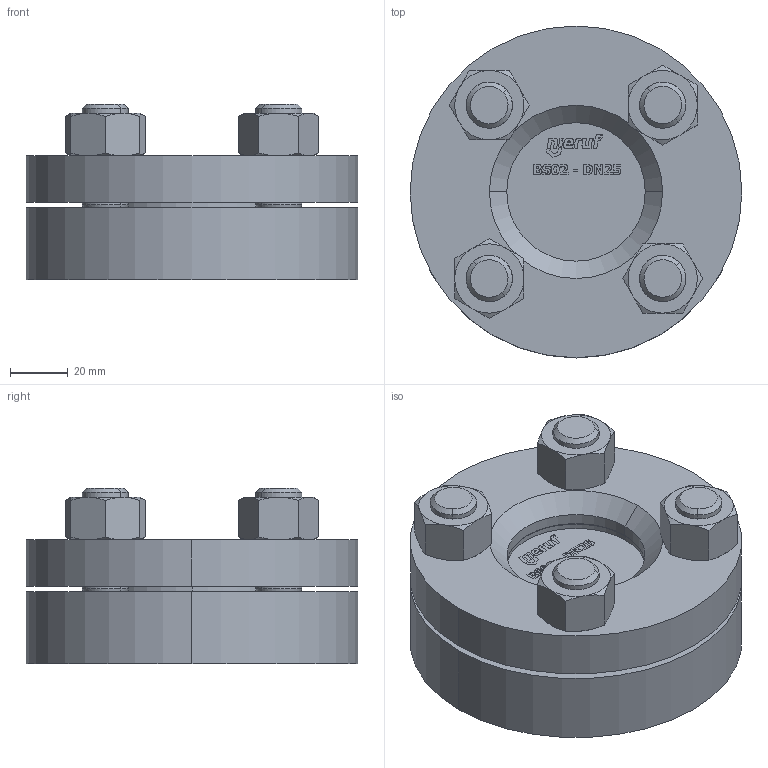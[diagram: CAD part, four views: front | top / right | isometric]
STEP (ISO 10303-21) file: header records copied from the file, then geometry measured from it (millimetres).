
FILE_DESCRIPTION (( 'STEP AP214' ), '1' );
FILE_NAME ('BS02_05_Behälter-Schauglas.STEP', '2020-06-30T14:35:58', ( '' ), ( '' ), 'SwSTEP 2.0', 'SolidWorks 2020', '' );
FILE_SCHEMA (( 'AUTOMOTIVE_DESIGN' ));
Length unit declared in the file: millimetre
Products named in the file (7): BS02-03-05_Glasplatte; BS02-01-05_Grundflansch; BS02-03-05_Flachdichtung; DIN_938_M16x35_Stiftschraube; hex nut style 1 gradeab_din_Hexagon Nut ISO 4032 - M16 - D - N; BS02-02-05_Deckelflansch; BS02_05_Behälter-Schauglas
Assembly tree (13 placements, depth 2):
  BS02_05_Behälter-Schauglas
    BS02-01-05_Grundflansch
    BS02-02-05_Deckelflansch
    BS02-03-05_Flachdichtung  x2
    BS02-03-05_Glasplatte
    DIN_938_M16x35_Stiftschraube  x4
    hex nut style 1 gradeab_din_Hexagon Nut ISO 4032 - M16 - D - N  x4
Bounding box: 115 x 115 x 61 mm (x, y, z)
Volume: 395442.3 mm3; surface area: 96699 mm2
Topology: 13 solids, 13 shells, 518 faces, 1244 edges, 780 vertices
Faces by surface type: plane 197, cone 124, cylinder 116, bspline 81
Entity records: 14948 total; most frequent: CARTESIAN_POINT 5845, ORIENTED_EDGE 1876, DIRECTION 1556, EDGE_CURVE 938, VERTEX_POINT 610, VECTOR 554, LINE 554, AXIS2_PLACEMENT_3D 501
